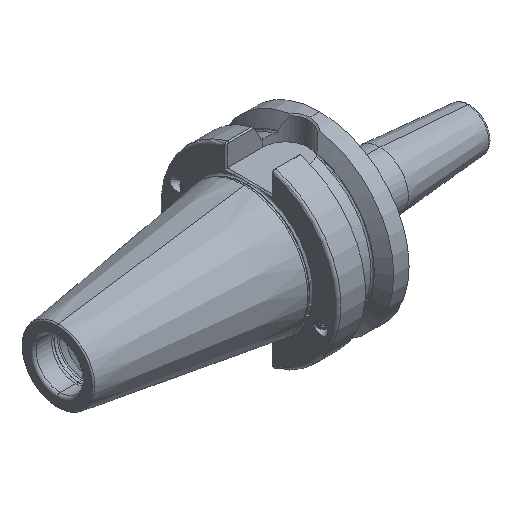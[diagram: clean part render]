
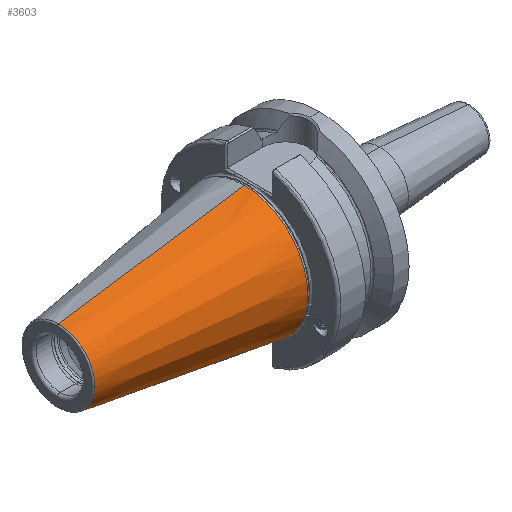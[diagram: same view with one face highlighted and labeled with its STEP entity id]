
A CAD part, isometric view. The second image highlights one B-rep face of the part: STEP entity #3603.
In plain terms, the highlighted conical face has half-angle 8.297 degrees and reference radius 22.298 mm.
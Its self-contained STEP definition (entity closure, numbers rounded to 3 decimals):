
#931 = CARTESIAN_POINT ( 'NONE',  ( -1.5, 0., 0. ) ) ;
#1008 = CARTESIAN_POINT ( 'NONE',  ( -66.972, 0., 0. ) ) ;
#1009 = DIRECTION ( 'NONE',  ( 1., 0., 0. ) ) ;
#1010 = DIRECTION ( 'NONE',  ( 0., 0., -1. ) ) ;
#1452 = CARTESIAN_POINT ( 'NONE',  ( -1.5, 0., 0. ) ) ;
#1453 = DIRECTION ( 'NONE',  ( 1., 0., 0. ) ) ;
#1454 = DIRECTION ( 'NONE',  ( 0., 0., -1. ) ) ;
#2671 = AXIS2_PLACEMENT_3D ( 'NONE', #1008, #1009, #1010 ) ;
#3546 = EDGE_CURVE ( 'NONE', #11233, #4994, #7188, .T. ) ;
#3603 = ADVANCED_FACE ( 'NONE', ( #3972 ), #7210, .T. ) ;
#3962 = AXIS2_PLACEMENT_3D ( 'NONE', #931, #5490, #5491 ) ;
#3972 = FACE_OUTER_BOUND ( 'NONE', #5012, .T. ) ;
#4747 = VERTEX_POINT ( 'NONE', #8084 ) ;
#4994 = VERTEX_POINT ( 'NONE', #8092 ) ;
#5012 = EDGE_LOOP ( 'NONE', ( #6971, #5061, #5062, #6970 ) ) ;
#5061 = ORIENTED_EDGE ( 'NONE', *, *, #3546, .T. ) ;
#5062 = ORIENTED_EDGE ( 'NONE', *, *, #6436, .T. ) ;
#5490 = DIRECTION ( 'NONE',  ( 1., 0., 0. ) ) ;
#5491 = DIRECTION ( 'NONE',  ( 0., 0., -1. ) ) ;
#6199 = EDGE_CURVE ( 'NONE', #7904, #4747, #7383, .T. ) ;
#6432 = EDGE_CURVE ( 'NONE', #11233, #7904, #10290, .T. ) ;
#6436 = EDGE_CURVE ( 'NONE', #4994, #4747, #10302, .T. ) ;
#6970 = ORIENTED_EDGE ( 'NONE', *, *, #6199, .F. ) ;
#6971 = ORIENTED_EDGE ( 'NONE', *, *, #6432, .F. ) ;
#7188 = CIRCLE ( 'NONE', #2671, 12.75 ) ;
#7210 = CONICAL_SURFACE ( 'NONE', #3962, 22.298, 0.145 ) ;
#7383 = CIRCLE ( 'NONE', #7774, 22.298 ) ;
#7774 = AXIS2_PLACEMENT_3D ( 'NONE', #1452, #1453, #1454 ) ;
#7904 = VERTEX_POINT ( 'NONE', #9881 ) ;
#8084 = CARTESIAN_POINT ( 'NONE',  ( -1.5, 0., -22.298 ) ) ;
#8092 = CARTESIAN_POINT ( 'NONE',  ( -66.972, 0., -12.75 ) ) ;
#9435 = VECTOR ( 'NONE', #10294, 1000. ) ;
#9437 = VECTOR ( 'NONE', #10305, 1000. ) ;
#9881 = CARTESIAN_POINT ( 'NONE',  ( -1.5, 0., 22.298 ) ) ;
#9964 = CARTESIAN_POINT ( 'NONE',  ( -66.972, 0., 12.75 ) ) ;
#10290 = LINE ( 'NONE', #10292, #9435 ) ;
#10292 = CARTESIAN_POINT ( 'NONE',  ( -1.5, 0., 22.298 ) ) ;
#10294 = DIRECTION ( 'NONE',  ( 0.99, 0., 0.144 ) ) ;
#10302 = LINE ( 'NONE', #10304, #9437 ) ;
#10304 = CARTESIAN_POINT ( 'NONE',  ( -1.5, 0., -22.298 ) ) ;
#10305 = DIRECTION ( 'NONE',  ( 0.99, 0., -0.144 ) ) ;
#11233 = VERTEX_POINT ( 'NONE', #9964 ) ;
